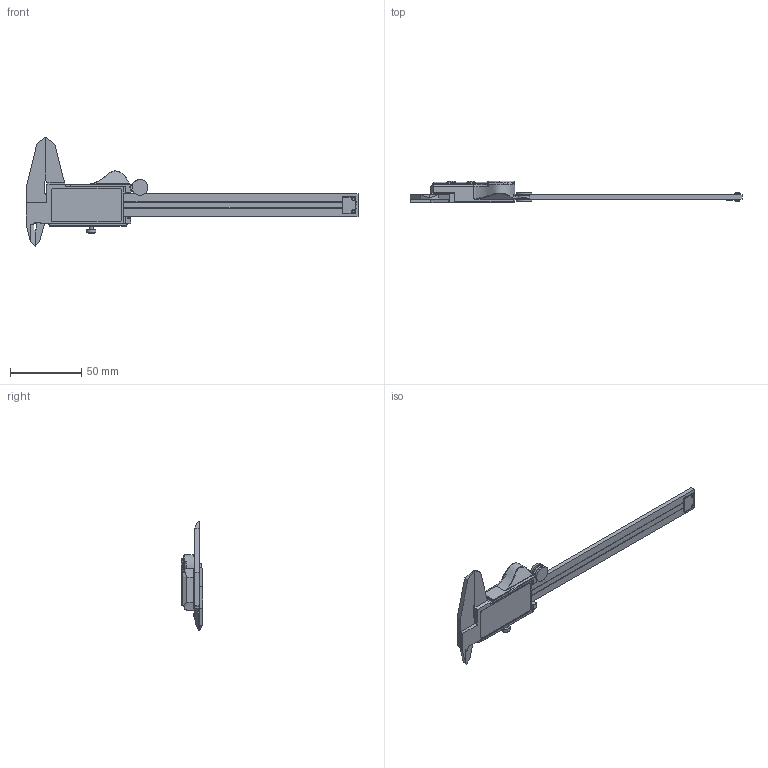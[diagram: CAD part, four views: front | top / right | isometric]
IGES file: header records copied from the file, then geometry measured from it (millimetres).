
Global section: file name: Mitutoyo Caliper_v55; native system: unknown; preprocessor: unknown; author: unknown; organization: unknown; date: 20200923.182327; units: inch
Bounding box: 233.36 x 15.34 x 76.99 mm (x, y, z)
Volume: 37898.3 mm3; surface area: 36187.6 mm2
Topology: 7 solids, 7 shells, 358 faces, 901 edges, 564 vertices
Faces by surface type: bspline 358
